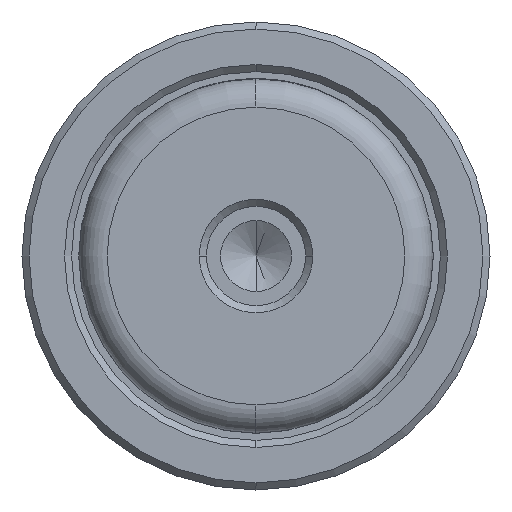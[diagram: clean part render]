
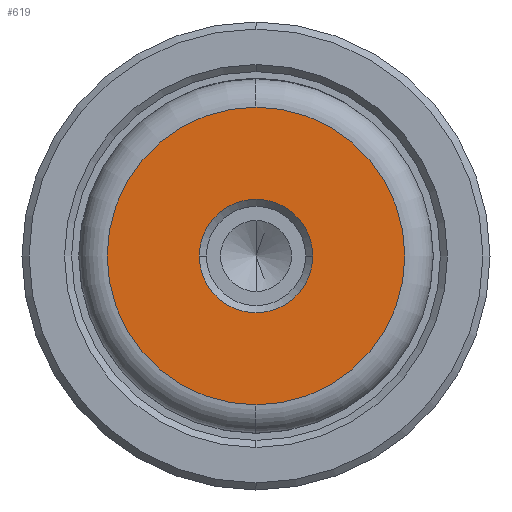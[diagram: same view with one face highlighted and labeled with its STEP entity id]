
A CAD part, left-side view. The second image highlights one B-rep face of the part: STEP entity #619.
In plain terms, the highlighted planar face has unit normal (-1, 0, 0).
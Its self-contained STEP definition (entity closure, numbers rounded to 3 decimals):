
#24 = AXIS2_PLACEMENT_3D ( 'NONE', #1964, #828, #1002 ) ;
#38 = ORIENTED_EDGE ( 'NONE', *, *, #443, .T. ) ;
#43 = EDGE_LOOP ( 'NONE', ( #488, #1150 ) ) ;
#45 = EDGE_LOOP ( 'NONE', ( #38, #2190 ) ) ;
#61 = VERTEX_POINT ( 'NONE', #1231 ) ;
#137 = DIRECTION ( 'NONE',  ( -1., 0., 0. ) ) ;
#139 = CARTESIAN_POINT ( 'NONE',  ( 0., 0., 0. ) ) ;
#253 = EDGE_CURVE ( 'NONE', #61, #762, #809, .T. ) ;
#443 = EDGE_CURVE ( 'NONE', #762, #61, #483, .T. ) ;
#474 = AXIS2_PLACEMENT_3D ( 'NONE', #1299, #137, #1487 ) ;
#483 = CIRCLE ( 'NONE', #474, 10.497 ) ;
#488 = ORIENTED_EDGE ( 'NONE', *, *, #1791, .T. ) ;
#502 = FACE_BOUND ( 'NONE', #43, .T. ) ;
#574 = CIRCLE ( 'NONE', #1440, 4. ) ;
#619 = ADVANCED_FACE ( 'NONE', ( #502, #1466 ), #2435, .T. ) ;
#713 = DIRECTION ( 'NONE',  ( -1., 0., 0. ) ) ;
#736 = DIRECTION ( 'NONE',  ( -1., 0., 0. ) ) ;
#762 = VERTEX_POINT ( 'NONE', #2468 ) ;
#809 = CIRCLE ( 'NONE', #1332, 10.497 ) ;
#828 = DIRECTION ( 'NONE',  ( 1., 0., 0. ) ) ;
#833 = AXIS2_PLACEMENT_3D ( 'NONE', #139, #736, #2062 ) ;
#859 = CIRCLE ( 'NONE', #24, 4. ) ;
#1002 = DIRECTION ( 'NONE',  ( 0., 0., 1. ) ) ;
#1125 = CARTESIAN_POINT ( 'NONE',  ( 0., 0., 0. ) ) ;
#1150 = ORIENTED_EDGE ( 'NONE', *, *, #1968, .T. ) ;
#1231 = CARTESIAN_POINT ( 'NONE',  ( 0., 0., -10.497 ) ) ;
#1299 = CARTESIAN_POINT ( 'NONE',  ( 0., 0., 0. ) ) ;
#1310 = DIRECTION ( 'NONE',  ( 0., 0., 1. ) ) ;
#1332 = AXIS2_PLACEMENT_3D ( 'NONE', #1858, #713, #2042 ) ;
#1396 = CARTESIAN_POINT ( 'NONE',  ( 0., -4., 0. ) ) ;
#1440 = AXIS2_PLACEMENT_3D ( 'NONE', #1125, #2447, #1310 ) ;
#1466 = FACE_OUTER_BOUND ( 'NONE', #45, .T. ) ;
#1487 = DIRECTION ( 'NONE',  ( 0., 0., 1. ) ) ;
#1782 = VERTEX_POINT ( 'NONE', #1396 ) ;
#1791 = EDGE_CURVE ( 'NONE', #1782, #2081, #859, .T. ) ;
#1858 = CARTESIAN_POINT ( 'NONE',  ( 0., 0., 0. ) ) ;
#1964 = CARTESIAN_POINT ( 'NONE',  ( 0., 0., 0. ) ) ;
#1968 = EDGE_CURVE ( 'NONE', #2081, #1782, #574, .T. ) ;
#2042 = DIRECTION ( 'NONE',  ( 0., 0., 1. ) ) ;
#2062 = DIRECTION ( 'NONE',  ( 0., 0., 1. ) ) ;
#2081 = VERTEX_POINT ( 'NONE', #2282 ) ;
#2190 = ORIENTED_EDGE ( 'NONE', *, *, #253, .T. ) ;
#2282 = CARTESIAN_POINT ( 'NONE',  ( 0., 4., 0. ) ) ;
#2435 = PLANE ( 'NONE',  #833 ) ;
#2447 = DIRECTION ( 'NONE',  ( 1., 0., 0. ) ) ;
#2468 = CARTESIAN_POINT ( 'NONE',  ( 0., 0., 10.497 ) ) ;
